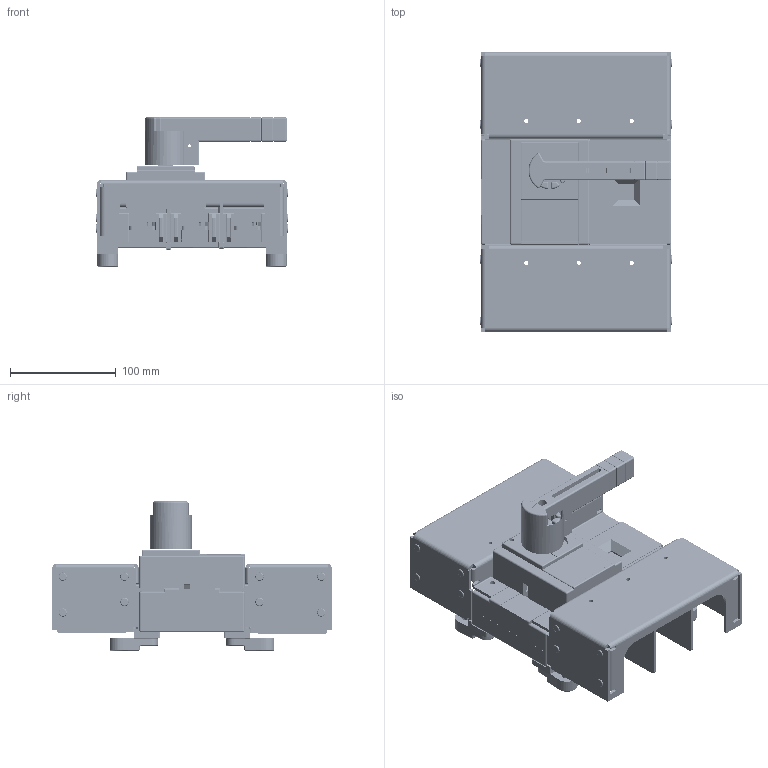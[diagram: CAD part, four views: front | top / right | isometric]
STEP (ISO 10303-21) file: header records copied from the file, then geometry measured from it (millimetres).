
FILE_DESCRIPTION(/* description */ (''),/* implementation_level */ '2;1');
FILE_NAME(/* name */ 'sirco_UL_B4_tri.stp',/* time_stamp */ '2010-05-05T16:03:20+02:00',/* author */ (''),/* organization */ (''),/* preprocessor_version */ 'ST-DEVELOPER v11',/* originating_system */ 'SIEMENS UGS NX 6.0',/* authorisation */ '');
FILE_SCHEMA (('CONFIG_CONTROL_DESIGN'));
Products named in the file (1): THP810Fy7ea
Bounding box: 182.2 x 265 x 141.4 mm (x, y, z)
Volume: 833666.5 mm3; surface area: 477397.8 mm2
Topology: 50 solids, 51 shells, 9108 faces, 23309 edges, 13836 vertices
Faces by surface type: cylinder 4038, plane 3388, torus 739, sphere 617, bspline 210, cone 114, extrusion 2
Full cylindrical faces by diameter (mm): 0.75 x5, 3 x4, 3.2 x2, 3.4 x10, 4 x47, 4.2 x12, 4.3 x7, 4.4 x2, 4.5 x2, 5 x7, 5.5 x8, 6 x9, 6.3 x4, 7.3 x3, 7.9 x16, 8 x3, 8.2 x1, 8.3 x1, 9.6 x6, 9.982 x4, 10 x9, 10.4 x3, 11 x14, 11.5 x4, 12 x3, 17.5 x4, 21.3 x1
Entity records: 273877 total; most frequent: CARTESIAN_POINT 54579, DIRECTION 48563, ORIENTED_EDGE 44428, EDGE_CURVE 22216, AXIS2_PLACEMENT_3D 18047, VERTEX_POINT 13666, VECTOR 12469, LINE 12467
